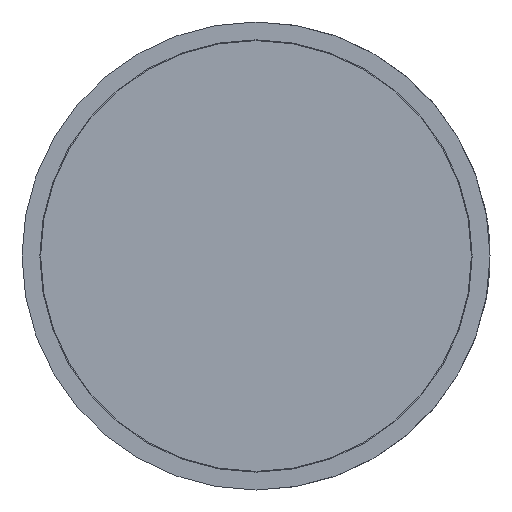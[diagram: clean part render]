
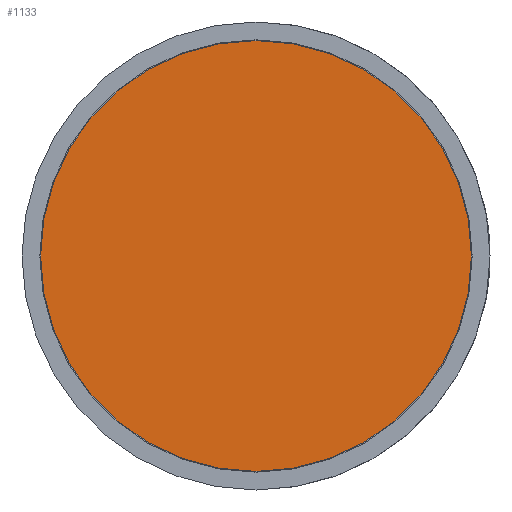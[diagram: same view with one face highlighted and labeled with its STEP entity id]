
A CAD part, front view. The second image highlights one B-rep face of the part: STEP entity #1133.
In plain terms, the highlighted planar face has unit normal (0, -1, 0).
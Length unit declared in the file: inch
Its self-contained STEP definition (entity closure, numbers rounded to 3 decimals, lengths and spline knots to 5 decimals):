
#9 = ORIENTED_EDGE ( 'NONE', *, *, #107, .T. ) ;
#107 = EDGE_CURVE ( 'NONE', #1793, #1058, #544, .T. ) ;
#161 = EDGE_LOOP ( 'NONE', ( #509, #9 ) ) ;
#221 = DIRECTION ( 'NONE',  ( 0., 0., -1. ) ) ;
#240 = DIRECTION ( 'NONE',  ( 0., -1., 0. ) ) ;
#375 = CIRCLE ( 'NONE', #1462, 0.725 ) ;
#379 = DIRECTION ( 'NONE',  ( 0., -1., 0. ) ) ;
#396 = PLANE ( 'NONE',  #1748 ) ;
#440 = DIRECTION ( 'NONE',  ( 0., 0., -1. ) ) ;
#509 = ORIENTED_EDGE ( 'NONE', *, *, #2004, .T. ) ;
#544 = CIRCLE ( 'NONE', #1029, 0.725 ) ;
#610 = FACE_OUTER_BOUND ( 'NONE', #161, .T. ) ;
#761 = CARTESIAN_POINT ( 'NONE',  ( 0., -0.039, 0. ) ) ;
#791 = CARTESIAN_POINT ( 'NONE',  ( 0., -0.039, 0. ) ) ;
#1029 = AXIS2_PLACEMENT_3D ( 'NONE', #791, #240, #440 ) ;
#1058 = VERTEX_POINT ( 'NONE', #1075 ) ;
#1075 = CARTESIAN_POINT ( 'NONE',  ( -0.725, -0.039, 0. ) ) ;
#1111 = CARTESIAN_POINT ( 'NONE',  ( 0., -0.039, 0. ) ) ;
#1133 = ADVANCED_FACE ( 'NONE', ( #610 ), #396, .T. ) ;
#1316 = DIRECTION ( 'NONE',  ( 0., 0., -1. ) ) ;
#1462 = AXIS2_PLACEMENT_3D ( 'NONE', #761, #379, #1316 ) ;
#1748 = AXIS2_PLACEMENT_3D ( 'NONE', #1111, #1823, #221 ) ;
#1793 = VERTEX_POINT ( 'NONE', #1872 ) ;
#1823 = DIRECTION ( 'NONE',  ( 0., -1., 0. ) ) ;
#1872 = CARTESIAN_POINT ( 'NONE',  ( 0.725, -0.039, 0. ) ) ;
#2004 = EDGE_CURVE ( 'NONE', #1058, #1793, #375, .T. ) ;
